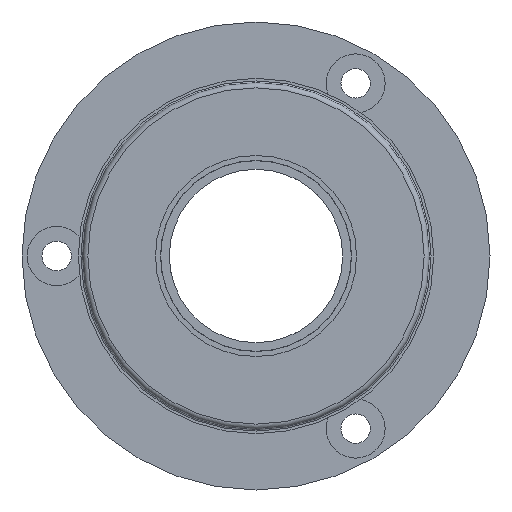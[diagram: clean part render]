
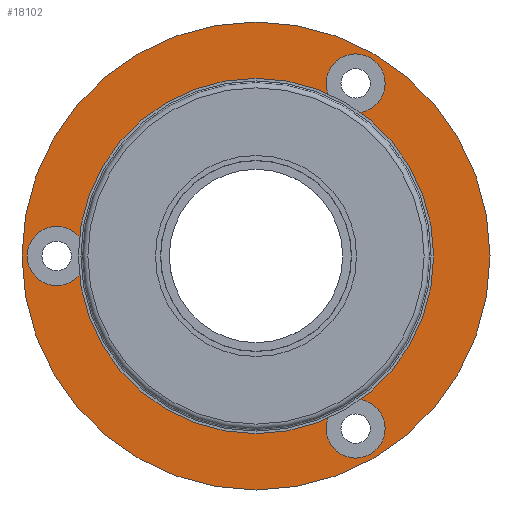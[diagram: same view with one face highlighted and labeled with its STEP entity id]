
A CAD part, left-side view. The second image highlights one B-rep face of the part: STEP entity #18102.
In plain terms, the highlighted planar face has unit normal (-1, 0, 0).
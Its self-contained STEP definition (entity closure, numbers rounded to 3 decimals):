
#997 = CIRCLE ( 'NONE', #34551, 7.5 ) ;
#1047 = CARTESIAN_POINT ( 'NONE',  ( 2.8, 13.5, 0. ) ) ;
#2018 = EDGE_LOOP ( 'NONE', ( #16984 ) ) ;
#2543 = CARTESIAN_POINT ( 'NONE',  ( 2.8, -4.05, -9.959 ) ) ;
#4118 = AXIS2_PLACEMENT_3D ( 'NONE', #38512, #18797, #22012 ) ;
#4229 = VERTEX_POINT ( 'NONE', #32910 ) ;
#4937 = ORIENTED_EDGE ( 'NONE', *, *, #39213, .T. ) ;
#5953 = CIRCLE ( 'NONE', #11377, 1.7 ) ;
#7075 = EDGE_LOOP ( 'NONE', ( #24613 ) ) ;
#7107 = EDGE_CURVE ( 'NONE', #4229, #4229, #33408, .T. ) ;
#7567 = PLANE ( 'NONE',  #17239 ) ;
#7817 = AXIS2_PLACEMENT_3D ( 'NONE', #26210, #19787, #39522 ) ;
#10839 = VERTEX_POINT ( 'NONE', #1047 ) ;
#11333 = VERTEX_POINT ( 'NONE', #24398 ) ;
#11377 = AXIS2_PLACEMENT_3D ( 'NONE', #24897, #14023, #30259 ) ;
#11833 = DIRECTION ( 'NONE',  ( 1., 0., 0. ) ) ;
#12847 = VERTEX_POINT ( 'NONE', #18882 ) ;
#13147 = FACE_BOUND ( 'NONE', #2018, .T. ) ;
#13776 = FACE_OUTER_BOUND ( 'NONE', #7075, .T. ) ;
#14023 = DIRECTION ( 'NONE',  ( 1., 0., 0. ) ) ;
#14843 = CARTESIAN_POINT ( 'NONE',  ( 2.8, 0., 0. ) ) ;
#16570 = FACE_BOUND ( 'NONE', #20996, .T. ) ;
#16978 = CARTESIAN_POINT ( 'NONE',  ( 2.8, 7.5, 0. ) ) ;
#16984 = ORIENTED_EDGE ( 'NONE', *, *, #7107, .T. ) ;
#17016 = EDGE_LOOP ( 'NONE', ( #4937 ) ) ;
#17239 = AXIS2_PLACEMENT_3D ( 'NONE', #16978, #23628, #32643 ) ;
#18102 = ADVANCED_FACE ( 'NONE', ( #13147, #16570, #29601, #29822, #13776 ), #7567, .T. ) ;
#18468 = DIRECTION ( 'NONE',  ( 0., 1., 0. ) ) ;
#18797 = DIRECTION ( 'NONE',  ( 1., 0., 0. ) ) ;
#18882 = CARTESIAN_POINT ( 'NONE',  ( 2.8, -4.05, 9.959 ) ) ;
#19787 = DIRECTION ( 'NONE',  ( 1., 0., 0. ) ) ;
#20996 = EDGE_LOOP ( 'NONE', ( #42196 ) ) ;
#21344 = CARTESIAN_POINT ( 'NONE',  ( 2.8, 11.5, 0. ) ) ;
#22012 = DIRECTION ( 'NONE',  ( 0., 1., 0. ) ) ;
#22481 = AXIS2_PLACEMENT_3D ( 'NONE', #21344, #34418, #27745 ) ;
#23628 = DIRECTION ( 'NONE',  ( -1., 0., 0. ) ) ;
#24398 = CARTESIAN_POINT ( 'NONE',  ( 2.8, 7.5, 0. ) ) ;
#24613 = ORIENTED_EDGE ( 'NONE', *, *, #41240, .F. ) ;
#24897 = CARTESIAN_POINT ( 'NONE',  ( 2.8, -5.75, -9.959 ) ) ;
#26210 = CARTESIAN_POINT ( 'NONE',  ( 2.8, -5.75, 9.959 ) ) ;
#27745 = DIRECTION ( 'NONE',  ( 0., 1., 0. ) ) ;
#28014 = EDGE_CURVE ( 'NONE', #11333, #11333, #997, .T. ) ;
#29601 = FACE_BOUND ( 'NONE', #17016, .T. ) ;
#29822 = FACE_BOUND ( 'NONE', #31700, .T. ) ;
#30246 = ORIENTED_EDGE ( 'NONE', *, *, #28014, .T. ) ;
#30259 = DIRECTION ( 'NONE',  ( 0., 1., 0. ) ) ;
#31700 = EDGE_LOOP ( 'NONE', ( #30246 ) ) ;
#32643 = DIRECTION ( 'NONE',  ( 0., -1., 0. ) ) ;
#32910 = CARTESIAN_POINT ( 'NONE',  ( 2.8, 13.2, 0. ) ) ;
#33408 = CIRCLE ( 'NONE', #22481, 1.7 ) ;
#34052 = EDGE_CURVE ( 'NONE', #40008, #40008, #5953, .T. ) ;
#34227 = CIRCLE ( 'NONE', #4118, 13.5 ) ;
#34418 = DIRECTION ( 'NONE',  ( 1., 0., 0. ) ) ;
#34551 = AXIS2_PLACEMENT_3D ( 'NONE', #14843, #11833, #18468 ) ;
#37205 = CIRCLE ( 'NONE', #7817, 1.7 ) ;
#38512 = CARTESIAN_POINT ( 'NONE',  ( 2.8, 0., 0. ) ) ;
#39213 = EDGE_CURVE ( 'NONE', #12847, #12847, #37205, .T. ) ;
#39522 = DIRECTION ( 'NONE',  ( 0., 1., 0. ) ) ;
#40008 = VERTEX_POINT ( 'NONE', #2543 ) ;
#41240 = EDGE_CURVE ( 'NONE', #10839, #10839, #34227, .T. ) ;
#42196 = ORIENTED_EDGE ( 'NONE', *, *, #34052, .T. ) ;
